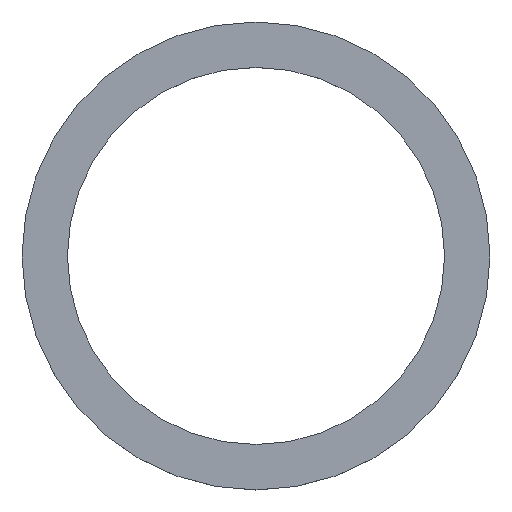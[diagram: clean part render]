
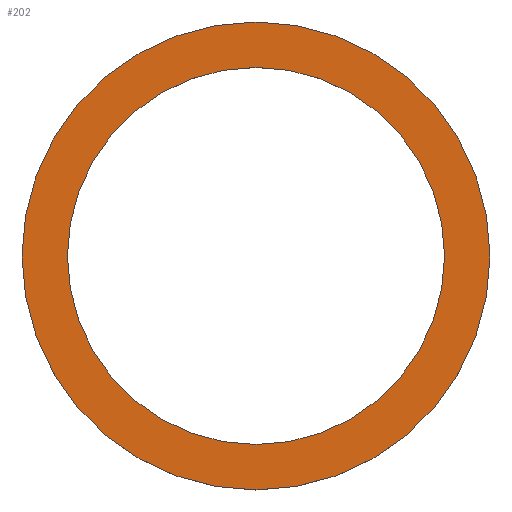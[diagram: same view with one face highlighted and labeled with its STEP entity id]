
A CAD part, top view. The second image highlights one B-rep face of the part: STEP entity #202.
In plain terms, the highlighted planar face has unit normal (0, 0, 1).
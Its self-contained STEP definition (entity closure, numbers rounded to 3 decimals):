
#2 = VERTEX_POINT ( 'NONE', #163 ) ;
#7 = ORIENTED_EDGE ( 'NONE', *, *, #152, .T. ) ;
#13 = PLANE ( 'NONE',  #57 ) ;
#17 = CIRCLE ( 'NONE', #142, 24.075 ) ;
#22 = DIRECTION ( 'NONE',  ( 1., 0., 0. ) ) ;
#31 = EDGE_LOOP ( 'NONE', ( #171, #175 ) ) ;
#36 = FACE_BOUND ( 'NONE', #31, .T. ) ;
#41 = CIRCLE ( 'NONE', #137, 24.075 ) ;
#43 = DIRECTION ( 'NONE',  ( 1., 0., 0. ) ) ;
#44 = CARTESIAN_POINT ( 'NONE',  ( 0., 0., 0. ) ) ;
#45 = AXIS2_PLACEMENT_3D ( 'NONE', #111, #206, #190 ) ;
#47 = DIRECTION ( 'NONE',  ( 1., 0., 0. ) ) ;
#57 = AXIS2_PLACEMENT_3D ( 'NONE', #170, #129, #22 ) ;
#62 = CARTESIAN_POINT ( 'NONE',  ( 0., 0., 0. ) ) ;
#64 = CIRCLE ( 'NONE', #45, 19.4 ) ;
#67 = EDGE_CURVE ( 'NONE', #90, #115, #76, .T. ) ;
#76 = CIRCLE ( 'NONE', #123, 19.4 ) ;
#80 = DIRECTION ( 'NONE',  ( 1., 0., 0. ) ) ;
#83 = VERTEX_POINT ( 'NONE', #200 ) ;
#85 = EDGE_CURVE ( 'NONE', #2, #83, #17, .T. ) ;
#88 = CARTESIAN_POINT ( 'NONE',  ( -19.4, 0., 0. ) ) ;
#90 = VERTEX_POINT ( 'NONE', #88 ) ;
#111 = CARTESIAN_POINT ( 'NONE',  ( 0., 0., 0. ) ) ;
#115 = VERTEX_POINT ( 'NONE', #162 ) ;
#120 = FACE_OUTER_BOUND ( 'NONE', #132, .T. ) ;
#123 = AXIS2_PLACEMENT_3D ( 'NONE', #214, #198, #47 ) ;
#129 = DIRECTION ( 'NONE',  ( 0., 0., 1. ) ) ;
#132 = EDGE_LOOP ( 'NONE', ( #168, #7 ) ) ;
#137 = AXIS2_PLACEMENT_3D ( 'NONE', #62, #159, #43 ) ;
#142 = AXIS2_PLACEMENT_3D ( 'NONE', #44, #149, #80 ) ;
#149 = DIRECTION ( 'NONE',  ( 0., 0., 1. ) ) ;
#152 = EDGE_CURVE ( 'NONE', #83, #2, #41, .T. ) ;
#159 = DIRECTION ( 'NONE',  ( 0., 0., 1. ) ) ;
#162 = CARTESIAN_POINT ( 'NONE',  ( 19.4, 0., 0. ) ) ;
#163 = CARTESIAN_POINT ( 'NONE',  ( 24.075, 0., 0. ) ) ;
#168 = ORIENTED_EDGE ( 'NONE', *, *, #85, .T. ) ;
#170 = CARTESIAN_POINT ( 'NONE',  ( 0., 0., 0. ) ) ;
#171 = ORIENTED_EDGE ( 'NONE', *, *, #184, .F. ) ;
#175 = ORIENTED_EDGE ( 'NONE', *, *, #67, .F. ) ;
#184 = EDGE_CURVE ( 'NONE', #115, #90, #64, .T. ) ;
#190 = DIRECTION ( 'NONE',  ( 1., 0., 0. ) ) ;
#198 = DIRECTION ( 'NONE',  ( 0., 0., 1. ) ) ;
#200 = CARTESIAN_POINT ( 'NONE',  ( -24.075, 0., 0. ) ) ;
#202 = ADVANCED_FACE ( 'NONE', ( #36, #120 ), #13, .T. ) ;
#206 = DIRECTION ( 'NONE',  ( 0., 0., 1. ) ) ;
#214 = CARTESIAN_POINT ( 'NONE',  ( 0., 0., 0. ) ) ;
